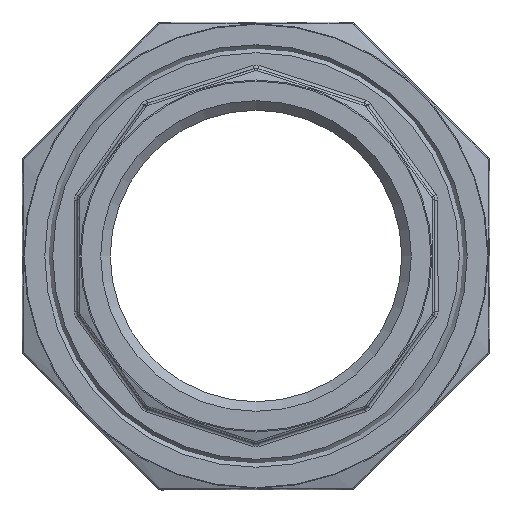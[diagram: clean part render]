
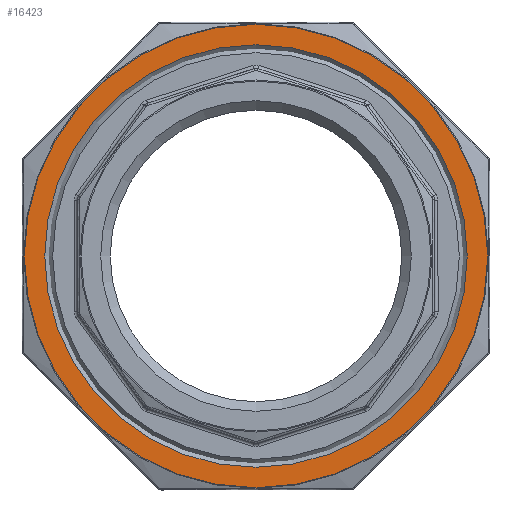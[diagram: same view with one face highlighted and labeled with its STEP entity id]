
A CAD part, left-side view. The second image highlights one B-rep face of the part: STEP entity #16423.
In plain terms, the highlighted planar face has unit normal (-1, 0, 0).
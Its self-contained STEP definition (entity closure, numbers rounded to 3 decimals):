
#301 = VERTEX_POINT ( 'NONE', #6507 ) ;
#614 = EDGE_CURVE ( 'NONE', #301, #301, #19881, .T. ) ;
#3232 = FACE_BOUND ( 'NONE', #13974, .T. ) ;
#3915 = DIRECTION ( 'NONE',  ( 0., 0., -1. ) ) ;
#4106 = DIRECTION ( 'NONE',  ( -1., 0., 0. ) ) ;
#4518 = ORIENTED_EDGE ( 'NONE', *, *, #18680, .T. ) ;
#6061 = VERTEX_POINT ( 'NONE', #12278 ) ;
#6063 = ORIENTED_EDGE ( 'NONE', *, *, #614, .T. ) ;
#6507 = CARTESIAN_POINT ( 'NONE',  ( -13.5, 0., -32.5 ) ) ;
#7872 = DIRECTION ( 'NONE',  ( -1., 0., 0. ) ) ;
#8579 = DIRECTION ( 'NONE',  ( 1., 0., 0. ) ) ;
#9246 = AXIS2_PLACEMENT_3D ( 'NONE', #11054, #7872, #18370 ) ;
#10208 = CARTESIAN_POINT ( 'NONE',  ( -13.5, 0., 0. ) ) ;
#10855 = AXIS2_PLACEMENT_3D ( 'NONE', #10208, #4106, #16415 ) ;
#11054 = CARTESIAN_POINT ( 'NONE',  ( -13.5, 46.42, 0. ) ) ;
#11747 = AXIS2_PLACEMENT_3D ( 'NONE', #16314, #8579, #3915 ) ;
#12179 = FACE_OUTER_BOUND ( 'NONE', #16095, .T. ) ;
#12278 = CARTESIAN_POINT ( 'NONE',  ( -13.5, 0., 35.647 ) ) ;
#13974 = EDGE_LOOP ( 'NONE', ( #6063 ) ) ;
#15638 = PLANE ( 'NONE',  #9246 ) ;
#16095 = EDGE_LOOP ( 'NONE', ( #4518 ) ) ;
#16314 = CARTESIAN_POINT ( 'NONE',  ( -13.5, 0., 0. ) ) ;
#16415 = DIRECTION ( 'NONE',  ( 0., 0., 1. ) ) ;
#16423 = ADVANCED_FACE ( 'NONE', ( #12179, #3232 ), #15638, .T. ) ;
#17369 = CIRCLE ( 'NONE', #10855, 35.647 ) ;
#18370 = DIRECTION ( 'NONE',  ( 0., 0., 1. ) ) ;
#18680 = EDGE_CURVE ( 'NONE', #6061, #6061, #17369, .T. ) ;
#19881 = CIRCLE ( 'NONE', #11747, 32.5 ) ;
